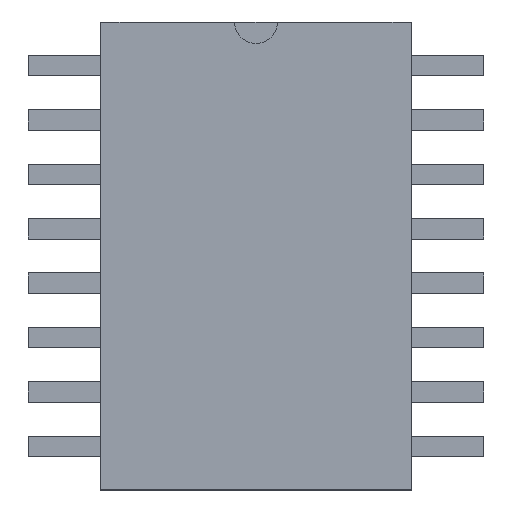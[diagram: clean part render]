
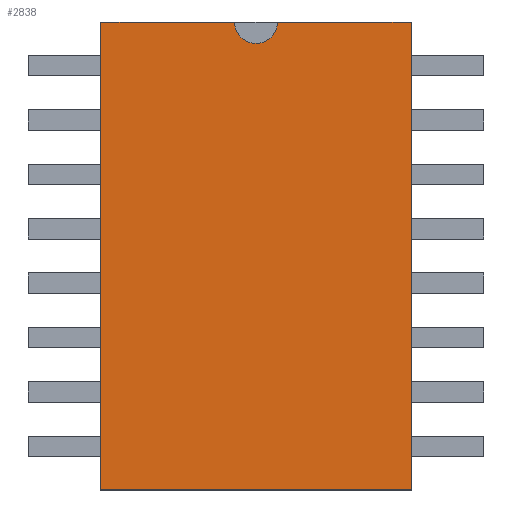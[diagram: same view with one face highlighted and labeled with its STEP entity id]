
A CAD part, top view. The second image highlights one B-rep face of the part: STEP entity #2838.
In plain terms, the highlighted planar face has unit normal (0, 0, 1).
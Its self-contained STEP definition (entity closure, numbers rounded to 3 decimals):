
#2670=CARTESIAN_POINT('',(0.5,5.46,1.09));
#2671=VERTEX_POINT('',#2670);
#2678=CARTESIAN_POINT('',(3.62,5.46,1.09));
#2679=VERTEX_POINT('',#2678);
#2680=CARTESIAN_POINT('',(3.62,5.46,1.09));
#2681=DIRECTION('',(-1.0,0.0,0.0));
#2682=VECTOR('',#2681,3.12);
#2683=LINE('',#2680,#2682);
#2684=EDGE_CURVE('',#2679,#2671,#2683,.T.);
#2700=CARTESIAN_POINT('',(-0.5,5.46,1.09));
#2701=VERTEX_POINT('',#2700);
#2718=CARTESIAN_POINT('',(-3.62,5.46,1.09));
#2719=VERTEX_POINT('',#2718);
#2726=CARTESIAN_POINT('',(-0.5,5.46,1.09));
#2727=DIRECTION('',(-1.0,0.0,0.0));
#2728=VECTOR('',#2727,3.12);
#2729=LINE('',#2726,#2728);
#2730=EDGE_CURVE('',#2701,#2719,#2729,.T.);
#2742=CARTESIAN_POINT('',(-3.62,-5.46,1.09));
#2743=VERTEX_POINT('',#2742);
#2750=CARTESIAN_POINT('',(-3.62,5.46,1.09));
#2751=DIRECTION('',(0.0,-1.0,0.0));
#2752=VECTOR('',#2751,10.92);
#2753=LINE('',#2750,#2752);
#2754=EDGE_CURVE('',#2719,#2743,#2753,.T.);
#2773=CARTESIAN_POINT('',(3.62,-5.46,1.09));
#2774=VERTEX_POINT('',#2773);
#2781=CARTESIAN_POINT('',(-3.62,-5.46,1.09));
#2782=DIRECTION('',(1.0,0.0,0.0));
#2783=VECTOR('',#2782,7.24);
#2784=LINE('',#2781,#2783);
#2785=EDGE_CURVE('',#2743,#2774,#2784,.T.);
#2803=CARTESIAN_POINT('',(3.62,-5.46,1.09));
#2804=DIRECTION('',(0.0,1.0,0.0));
#2805=VECTOR('',#2804,10.92);
#2806=LINE('',#2803,#2805);
#2807=EDGE_CURVE('',#2774,#2679,#2806,.T.);
#2819=CARTESIAN_POINT('',(0.0,0.,1.09));
#2820=DIRECTION('',(0.0,0.0,-1.0));
#2821=DIRECTION('',(1.0,0.0,0.0));
#2822=AXIS2_PLACEMENT_3D('',#2819,#2820,#2821);
#2823=PLANE('',#2822);
#2824=CARTESIAN_POINT('',(0.0,5.46,1.09));
#2825=DIRECTION('',(0.0,0.0,-1.0));
#2826=DIRECTION('',(1.0,0.0,0.0));
#2827=AXIS2_PLACEMENT_3D('',#2824,#2825,#2826);
#2828=CIRCLE('',#2827,0.5);
#2829=EDGE_CURVE('',#2671,#2701,#2828,.T.);
#2830=ORIENTED_EDGE('',*,*,#2829,.T.);
#2831=ORIENTED_EDGE('',*,*,#2730,.T.);
#2832=ORIENTED_EDGE('',*,*,#2754,.T.);
#2833=ORIENTED_EDGE('',*,*,#2785,.T.);
#2834=ORIENTED_EDGE('',*,*,#2807,.T.);
#2835=ORIENTED_EDGE('',*,*,#2684,.T.);
#2836=EDGE_LOOP('',(#2830,#2831,#2832,#2833,#2834,#2835));
#2837=FACE_OUTER_BOUND('',#2836,.T.);
#2838=ADVANCED_FACE('',(#2837),#2823,.F.);
